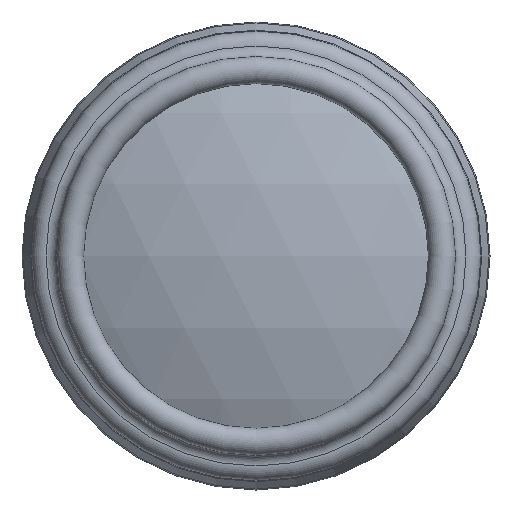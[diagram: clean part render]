
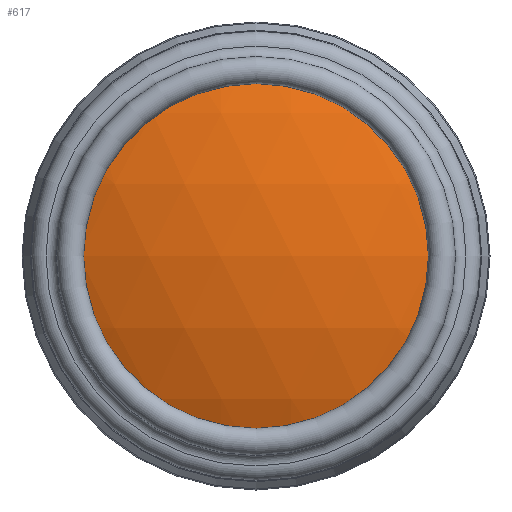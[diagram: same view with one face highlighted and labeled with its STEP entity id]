
A CAD part, front view. The second image highlights one B-rep face of the part: STEP entity #617.
In plain terms, the highlighted spherical face has radius 410 mm.
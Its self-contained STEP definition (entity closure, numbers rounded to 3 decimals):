
#21=SPHERICAL_SURFACE('',#719,410.);
#139=FACE_OUTER_BOUND('',#234,.T.);
#234=EDGE_LOOP('',(#514));
#311=CIRCLE('',#720,170.833);
#367=VERTEX_POINT('',#1104);
#423=EDGE_CURVE('',#367,#367,#311,.T.);
#514=ORIENTED_EDGE('',*,*,#423,.F.);
#617=ADVANCED_FACE('',(#139),#21,.T.);
#719=AXIS2_PLACEMENT_3D('',#1103,#915,#916);
#720=AXIS2_PLACEMENT_3D('',#1105,#917,#918);
#915=DIRECTION('center_axis',(0.,0.,1.));
#916=DIRECTION('ref_axis',(1.,0.,0.));
#917=DIRECTION('center_axis',(0.,1.,0.));
#918=DIRECTION('ref_axis',(-1.,0.,0.));
#1103=CARTESIAN_POINT('Origin',(0.,410.,0.));
#1104=CARTESIAN_POINT('',(-170.833,37.286,0.));
#1105=CARTESIAN_POINT('Origin',(0.,37.286,0.));
